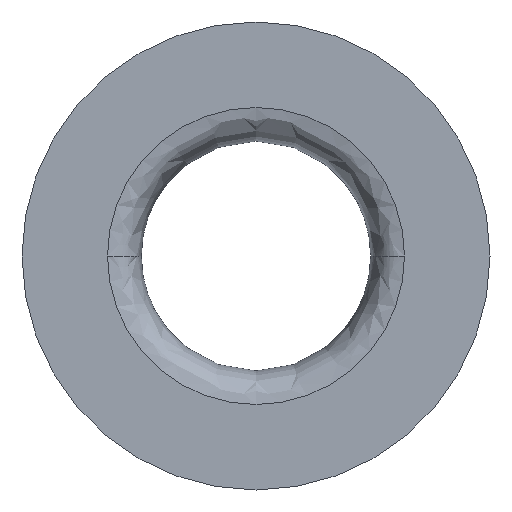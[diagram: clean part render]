
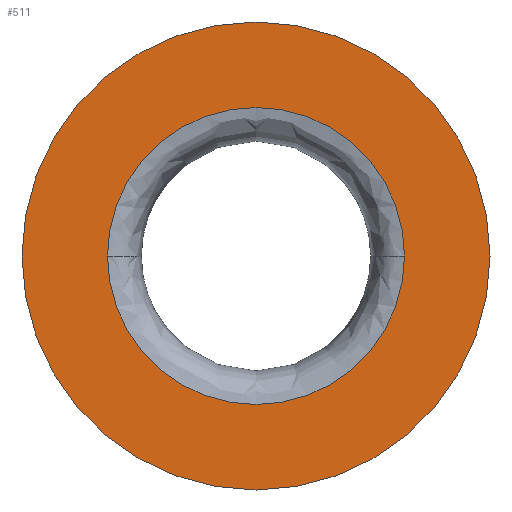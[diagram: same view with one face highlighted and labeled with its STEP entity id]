
A CAD part, front view. The second image highlights one B-rep face of the part: STEP entity #511.
In plain terms, the highlighted planar face has unit normal (0, -1, 0).
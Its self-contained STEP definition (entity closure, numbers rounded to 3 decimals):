
#5 = AXIS2_PLACEMENT_3D ( 'NONE', #223, #542, #69 ) ;
#11 = DIRECTION ( 'NONE',  ( 0., 0., -1. ) ) ;
#23 = CARTESIAN_POINT ( 'NONE',  ( 0., 0., 0. ) ) ;
#27 = DIRECTION ( 'NONE',  ( 0., -1., 0. ) ) ;
#31 = DIRECTION ( 'NONE',  ( 0., -1., 0. ) ) ;
#52 = DIRECTION ( 'NONE',  ( 0., 0., -1. ) ) ;
#58 = DIRECTION ( 'NONE',  ( 0., -1., 0. ) ) ;
#69 = DIRECTION ( 'NONE',  ( 0., 0., -1. ) ) ;
#86 = EDGE_LOOP ( 'NONE', ( #421, #110 ) ) ;
#109 = CIRCLE ( 'NONE', #519, 32.374 ) ;
#110 = ORIENTED_EDGE ( 'NONE', *, *, #214, .F. ) ;
#112 = FACE_BOUND ( 'NONE', #86, .T. ) ;
#183 = EDGE_CURVE ( 'NONE', #578, #228, #508, .T. ) ;
#211 = DIRECTION ( 'NONE',  ( 0., 0., -1. ) ) ;
#214 = EDGE_CURVE ( 'NONE', #358, #435, #109, .T. ) ;
#223 = CARTESIAN_POINT ( 'NONE',  ( 0., 0., 0. ) ) ;
#228 = VERTEX_POINT ( 'NONE', #533 ) ;
#229 = EDGE_CURVE ( 'NONE', #435, #358, #264, .T. ) ;
#261 = FACE_OUTER_BOUND ( 'NONE', #431, .T. ) ;
#264 = CIRCLE ( 'NONE', #596, 32.374 ) ;
#269 = CARTESIAN_POINT ( 'NONE',  ( 0., 0., 0. ) ) ;
#293 = CARTESIAN_POINT ( 'NONE',  ( 0., 0., -51. ) ) ;
#319 = CIRCLE ( 'NONE', #579, 51. ) ;
#355 = EDGE_CURVE ( 'NONE', #228, #578, #319, .T. ) ;
#358 = VERTEX_POINT ( 'NONE', #385 ) ;
#374 = ORIENTED_EDGE ( 'NONE', *, *, #183, .T. ) ;
#381 = CARTESIAN_POINT ( 'NONE',  ( 0., 0., 0. ) ) ;
#385 = CARTESIAN_POINT ( 'NONE',  ( 32.374, 0., 0. ) ) ;
#421 = ORIENTED_EDGE ( 'NONE', *, *, #229, .F. ) ;
#431 = EDGE_LOOP ( 'NONE', ( #374, #553 ) ) ;
#435 = VERTEX_POINT ( 'NONE', #485 ) ;
#439 = CARTESIAN_POINT ( 'NONE',  ( 0., 0., 0. ) ) ;
#441 = DIRECTION ( 'NONE',  ( 0., 0., -1. ) ) ;
#462 = AXIS2_PLACEMENT_3D ( 'NONE', #23, #581, #441 ) ;
#485 = CARTESIAN_POINT ( 'NONE',  ( -32.374, 0., 0. ) ) ;
#498 = PLANE ( 'NONE',  #462 ) ;
#508 = CIRCLE ( 'NONE', #5, 51. ) ;
#511 = ADVANCED_FACE ( 'NONE', ( #261, #112 ), #498, .T. ) ;
#519 = AXIS2_PLACEMENT_3D ( 'NONE', #439, #27, #211 ) ;
#533 = CARTESIAN_POINT ( 'NONE',  ( 0., 0., 51. ) ) ;
#542 = DIRECTION ( 'NONE',  ( 0., -1., 0. ) ) ;
#553 = ORIENTED_EDGE ( 'NONE', *, *, #355, .T. ) ;
#578 = VERTEX_POINT ( 'NONE', #293 ) ;
#579 = AXIS2_PLACEMENT_3D ( 'NONE', #381, #58, #11 ) ;
#581 = DIRECTION ( 'NONE',  ( 0., -1., 0. ) ) ;
#596 = AXIS2_PLACEMENT_3D ( 'NONE', #269, #31, #52 ) ;
